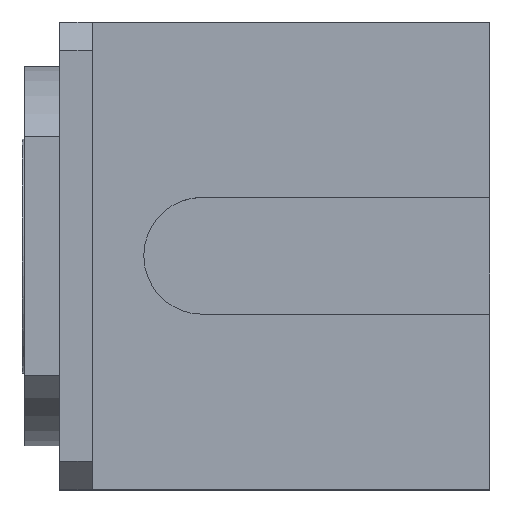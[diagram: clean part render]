
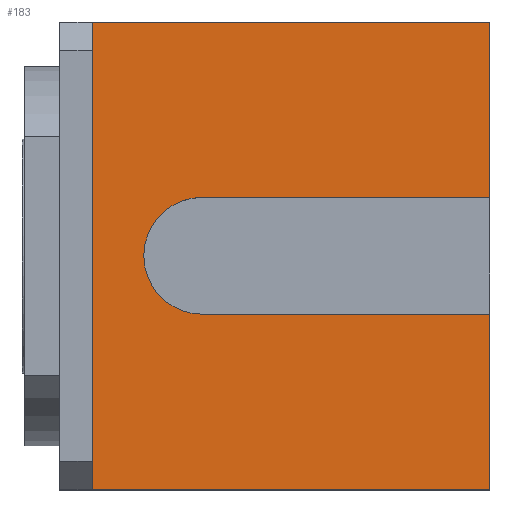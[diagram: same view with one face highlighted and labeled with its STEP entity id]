
A CAD part, top view. The second image highlights one B-rep face of the part: STEP entity #183.
In plain terms, the highlighted planar face has unit normal (0, 0, 1).
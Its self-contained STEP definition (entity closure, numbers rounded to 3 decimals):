
#52=FACE_OUTER_BOUND('',#256,.T.);
#74=LINE('',#881,#126);
#82=LINE('',#910,#134);
#83=LINE('',#913,#135);
#84=LINE('',#915,#136);
#85=LINE('',#917,#137);
#86=LINE('',#918,#138);
#87=LINE('',#920,#139);
#126=VECTOR('',#709,1.);
#134=VECTOR('',#737,1.);
#135=VECTOR('',#738,1.);
#136=VECTOR('',#739,1.);
#137=VECTOR('',#740,1.);
#138=VECTOR('',#741,1.);
#139=VECTOR('',#742,1.);
#183=ADVANCED_FACE('',(#52),#215,.T.);
#215=PLANE('',#647);
#256=EDGE_LOOP('',(#318,#319,#320,#321,#322,#323,#324,#325));
#318=ORIENTED_EDGE('',*,*,#517,.F.);
#319=ORIENTED_EDGE('',*,*,#518,.T.);
#320=ORIENTED_EDGE('',*,*,#519,.T.);
#321=ORIENTED_EDGE('',*,*,#520,.F.);
#322=ORIENTED_EDGE('',*,*,#503,.F.);
#323=ORIENTED_EDGE('',*,*,#521,.T.);
#324=ORIENTED_EDGE('',*,*,#522,.F.);
#325=ORIENTED_EDGE('',*,*,#523,.F.);
#451=VERTEX_POINT('',#882);
#452=VERTEX_POINT('',#883);
#462=VERTEX_POINT('',#911);
#463=VERTEX_POINT('',#912);
#464=VERTEX_POINT('',#914);
#465=VERTEX_POINT('',#916);
#466=VERTEX_POINT('',#919);
#467=VERTEX_POINT('',#921);
#503=EDGE_CURVE('',#451,#452,#74,.T.);
#517=EDGE_CURVE('',#462,#463,#82,.T.);
#518=EDGE_CURVE('',#462,#464,#83,.T.);
#519=EDGE_CURVE('',#464,#465,#84,.T.);
#520=EDGE_CURVE('',#452,#465,#85,.T.);
#521=EDGE_CURVE('',#451,#466,#86,.T.);
#522=EDGE_CURVE('',#467,#466,#87,.T.);
#523=EDGE_CURVE('',#463,#467,#585,.T.);
#585=CIRCLE('',#646,12.5);
#646=AXIS2_PLACEMENT_3D('',#922,#743,#744);
#647=AXIS2_PLACEMENT_3D('',#923,#745,#746);
#709=DIRECTION('',(-1.,0.,0.));
#737=DIRECTION('',(-1.,0.,0.));
#738=DIRECTION('',(0.,1.,0.));
#739=DIRECTION('',(-1.,0.,0.));
#740=DIRECTION('',(0.,1.,0.));
#741=DIRECTION('',(0.,1.,0.));
#742=DIRECTION('',(1.,0.,0.));
#743=DIRECTION('',(0.,0.,1.));
#744=DIRECTION('',(1.,0.,0.));
#745=DIRECTION('',(0.,0.,1.));
#746=DIRECTION('',(1.,0.,0.));
#881=CARTESIAN_POINT('',(85.,-50.,0.));
#882=CARTESIAN_POINT('',(85.,-50.,0.));
#883=CARTESIAN_POINT('',(0.,-50.,0.));
#910=CARTESIAN_POINT('',(85.,12.5,0.));
#911=CARTESIAN_POINT('',(85.,12.5,0.));
#912=CARTESIAN_POINT('',(23.5,12.5,0.));
#913=CARTESIAN_POINT('',(85.,-50.,0.));
#914=CARTESIAN_POINT('',(85.,50.,0.));
#915=CARTESIAN_POINT('',(85.,50.,0.));
#916=CARTESIAN_POINT('',(0.,50.,0.));
#917=CARTESIAN_POINT('',(0.,-923.088,0.));
#918=CARTESIAN_POINT('',(85.,-50.,0.));
#919=CARTESIAN_POINT('',(85.,-12.5,0.));
#920=CARTESIAN_POINT('',(23.5,-12.5,0.));
#921=CARTESIAN_POINT('',(23.5,-12.5,0.));
#922=CARTESIAN_POINT('',(23.5,0.,0.));
#923=CARTESIAN_POINT('',(0.,-923.088,0.));
